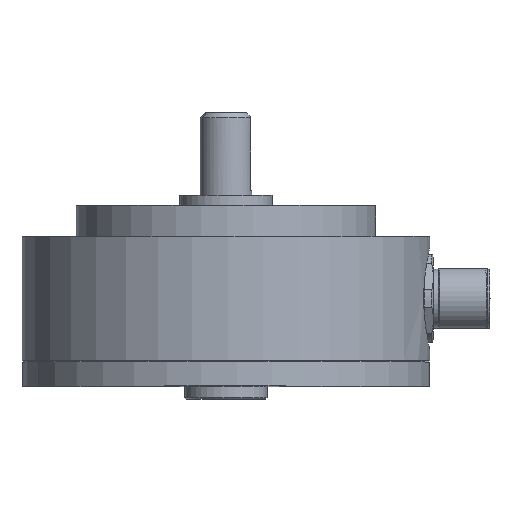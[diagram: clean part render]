
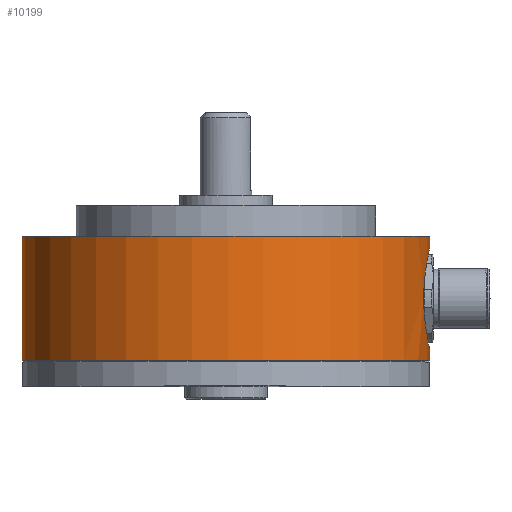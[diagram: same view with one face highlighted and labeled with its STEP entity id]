
A CAD part, top view. The second image highlights one B-rep face of the part: STEP entity #10199.
In plain terms, the highlighted cylindrical face has radius 39.5 mm (diameter 79 mm), a partial arc.
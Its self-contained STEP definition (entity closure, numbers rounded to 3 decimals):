
#73 = ORIENTED_EDGE ( 'NONE', *, *, #8323, .T. ) ;
#114 = CARTESIAN_POINT ( 'NONE',  ( 40.385, -8.666, 10.216 ) ) ;
#131 = DIRECTION ( 'NONE',  ( -1., 0., 0.01 ) ) ;
#166 = CARTESIAN_POINT ( 'NONE',  ( 39.861, -0.743, 12.626 ) ) ;
#222 = CARTESIAN_POINT ( 'NONE',  ( 40.728, 6.431, 7.982 ) ) ;
#265 = DIRECTION ( 'NONE',  ( 0., 1., 0. ) ) ;
#519 = AXIS2_PLACEMENT_3D ( 'NONE', #6559, #13519, #7619 ) ;
#732 = VERTEX_POINT ( 'NONE', #1390 ) ;
#1211 = CARTESIAN_POINT ( 'NONE',  ( 41.028, -11.99, 3.994 ) ) ;
#1264 = CARTESIAN_POINT ( 'NONE',  ( 40.193, -7.346, 11.179 ) ) ;
#1314 = CARTESIAN_POINT ( 'NONE',  ( 39.97, 1.166, 12.18 ) ) ;
#1353 = CARTESIAN_POINT ( 'NONE',  ( 40.827, 6.911, 7.122 ) ) ;
#1390 = CARTESIAN_POINT ( 'NONE',  ( 41.032, -12.055, 2.679 ) ) ;
#1944 = DIRECTION ( 'NONE',  ( 0., 1., 0. ) ) ;
#2314 = VERTEX_POINT ( 'NONE', #5958 ) ;
#2351 = CARTESIAN_POINT ( 'NONE',  ( 40.974, -11.718, 5.274 ) ) ;
#2364 = CARTESIAN_POINT ( 'NONE',  ( 1.534, -14.055, 3.07 ) ) ;
#2395 = CARTESIAN_POINT ( 'NONE',  ( 40.09, -6.489, 11.658 ) ) ;
#2449 = CARTESIAN_POINT ( 'NONE',  ( 40.089, 2.375, 11.66 ) ) ;
#2501 = CARTESIAN_POINT ( 'NONE',  ( 40.936, 7.429, 5.918 ) ) ;
#2832 = CIRCLE ( 'NONE', #519, 39.5 ) ;
#2949 = CYLINDRICAL_SURFACE ( 'NONE', #5973, 39.5 ) ;
#3079 = LINE ( 'NONE', #4319, #8783 ) ;
#3451 = CARTESIAN_POINT ( 'NONE',  ( 40.91, -11.415, 6.216 ) ) ;
#3504 = CARTESIAN_POINT ( 'NONE',  ( 40.001, -5.594, 12.048 ) ) ;
#3549 = CARTESIAN_POINT ( 'NONE',  ( 40.192, 3.231, 11.183 ) ) ;
#3585 = CARTESIAN_POINT ( 'NONE',  ( 41.015, 7.814, 4.328 ) ) ;
#3613 = VERTEX_POINT ( 'NONE', #12423 ) ;
#4153 = ORIENTED_EDGE ( 'NONE', *, *, #4978, .T. ) ;
#4273 = DIRECTION ( 'NONE',  ( 0., 1., 0. ) ) ;
#4319 = CARTESIAN_POINT ( 'NONE',  ( -37.964, -14.055, 3.461 ) ) ;
#4454 = CARTESIAN_POINT ( 'NONE',  ( 41.032, -14.055, 2.679 ) ) ;
#4545 = CARTESIAN_POINT ( 'NONE',  ( 41.032, 9.945, 2.679 ) ) ;
#4557 = CARTESIAN_POINT ( 'NONE',  ( 40.766, -10.73, 7.698 ) ) ;
#4600 = CARTESIAN_POINT ( 'NONE',  ( 39.929, -4.66, 12.35 ) ) ;
#4643 = CARTESIAN_POINT ( 'NONE',  ( 40.305, 4.032, 10.627 ) ) ;
#4689 = CARTESIAN_POINT ( 'NONE',  ( 41.035, 7.929, 3.341 ) ) ;
#4978 = EDGE_CURVE ( 'NONE', #6968, #13389, #2832, .T. ) ;
#5640 = CARTESIAN_POINT ( 'NONE',  ( 40.62, -9.99, 8.778 ) ) ;
#5685 = CARTESIAN_POINT ( 'NONE',  ( 39.861, -3.369, 12.626 ) ) ;
#5733 = CARTESIAN_POINT ( 'NONE',  ( 40.424, 4.781, 9.991 ) ) ;
#5780 = CARTESIAN_POINT ( 'NONE',  ( 41.032, 7.945, 2.679 ) ) ;
#5958 = CARTESIAN_POINT ( 'NONE',  ( 41.032, -14.055, 2.679 ) ) ;
#5973 = AXIS2_PLACEMENT_3D ( 'NONE', #2364, #7735, #131 ) ;
#6559 = CARTESIAN_POINT ( 'NONE',  ( 1.534, 9.945, 3.07 ) ) ;
#6640 = CARTESIAN_POINT ( 'NONE',  ( 41.032, -12.055, 2.679 ) ) ;
#6685 = CARTESIAN_POINT ( 'NONE',  ( 40.504, -9.355, 9.526 ) ) ;
#6730 = CARTESIAN_POINT ( 'NONE',  ( 39.844, -1.409, 12.692 ) ) ;
#6762 = CARTESIAN_POINT ( 'NONE',  ( 40.621, 5.888, 8.793 ) ) ;
#6968 = VERTEX_POINT ( 'NONE', #4545 ) ;
#7067 = CARTESIAN_POINT ( 'NONE',  ( -37.964, 9.945, 3.461 ) ) ;
#7135 = FACE_OUTER_BOUND ( 'NONE', #10219, .T. ) ;
#7506 = B_SPLINE_CURVE_WITH_KNOTS ( 'NONE', 3,
 ( #6640, #12655, #1211, #8775, #2351, #9812, #3451, #10821, #4557, #11762, #5640, #12694, #6685, #114, #7766, #1264, #8822, #2395, #9860, #3504, #10858, #4600, #11801, #5685, #12726, #6730, #166, #7805, #1314, #8871, #2449, #9898, #3549, #10906, #4643, #11836, #5733, #12766, #6762, #222, #7851, #1353, #8912, #2501, #9934, #3585, #10951, #4689, #11875, #5780 ),
 .UNSPECIFIED., .F., .F.,
 ( 4, 2, 2, 2, 2, 2, 2, 2, 2, 2, 2, 2, 2, 2, 2, 2, 2, 2, 2, 2, 2, 2, 2, 2, 4 ),
 ( 0., 0.002, 0.003, 0.004, 0.006, 0.007, 0.008, 0.01, 0.011, 0.012, 0.013, 0.014, 0.016, 0.018, 0.02, 0.021, 0.022, 0.023, 0.024, 0.025, 0.026, 0.027, 0.029, 0.03, 0.031 ),
 .UNSPECIFIED. ) ;
#7619 = DIRECTION ( 'NONE',  ( -1., 0., 0.01 ) ) ;
#7735 = DIRECTION ( 'NONE',  ( 0., 1., 0. ) ) ;
#7766 = CARTESIAN_POINT ( 'NONE',  ( 40.306, -8.165, 10.63 ) ) ;
#7805 = CARTESIAN_POINT ( 'NONE',  ( 39.924, 0.541, 12.37 ) ) ;
#7851 = CARTESIAN_POINT ( 'NONE',  ( 40.763, 6.6, 7.702 ) ) ;
#7944 = VECTOR ( 'NONE', #265, 1000. ) ;
#8323 = EDGE_CURVE ( 'NONE', #12484, #2314, #9264, .T. ) ;
#8407 = EDGE_CURVE ( 'NONE', #12484, #13389, #3079, .T. ) ;
#8418 = CARTESIAN_POINT ( 'NONE',  ( 1.534, -14.055, 3.07 ) ) ;
#8507 = EDGE_CURVE ( 'NONE', #3613, #6968, #8940, .T. ) ;
#8525 = EDGE_CURVE ( 'NONE', #732, #3613, #7506, .T. ) ;
#8530 = EDGE_CURVE ( 'NONE', #2314, #732, #12861, .T. ) ;
#8739 = AXIS2_PLACEMENT_3D ( 'NONE', #8418, #1944, #9449 ) ;
#8775 = CARTESIAN_POINT ( 'NONE',  ( 40.99, -11.798, 4.956 ) ) ;
#8783 = VECTOR ( 'NONE', #4273, 1000. ) ;
#8822 = CARTESIAN_POINT ( 'NONE',  ( 40.157, -7.064, 11.349 ) ) ;
#8871 = CARTESIAN_POINT ( 'NONE',  ( 40.057, 2.076, 11.802 ) ) ;
#8912 = CARTESIAN_POINT ( 'NONE',  ( 40.856, 7.052, 6.824 ) ) ;
#8940 = LINE ( 'NONE', #4454, #11578 ) ;
#9264 = CIRCLE ( 'NONE', #8739, 39.5 ) ;
#9449 = DIRECTION ( 'NONE',  ( -1., 0., 0.01 ) ) ;
#9451 = ORIENTED_EDGE ( 'NONE', *, *, #8407, .F. ) ;
#9812 = CARTESIAN_POINT ( 'NONE',  ( 40.934, -11.527, 5.904 ) ) ;
#9860 = CARTESIAN_POINT ( 'NONE',  ( 40.058, -6.195, 11.797 ) ) ;
#9898 = CARTESIAN_POINT ( 'NONE',  ( 40.157, 2.952, 11.35 ) ) ;
#9934 = CARTESIAN_POINT ( 'NONE',  ( 40.977, 7.619, 5.295 ) ) ;
#10199 = ADVANCED_FACE ( 'NONE', ( #7135 ), #2949, .T. ) ;
#10219 = EDGE_LOOP ( 'NONE', ( #73, #12296, #11899, #12899, #4153, #9451 ) ) ;
#10735 = DIRECTION ( 'NONE',  ( 0., 1., 0. ) ) ;
#10821 = CARTESIAN_POINT ( 'NONE',  ( 40.83, -11.038, 7.124 ) ) ;
#10858 = CARTESIAN_POINT ( 'NONE',  ( 39.974, -5.288, 12.159 ) ) ;
#10906 = CARTESIAN_POINT ( 'NONE',  ( 40.267, 3.771, 10.821 ) ) ;
#10951 = CARTESIAN_POINT ( 'NONE',  ( 41.025, 7.863, 4. ) ) ;
#11578 = VECTOR ( 'NONE', #10735, 1000. ) ;
#11762 = CARTESIAN_POINT ( 'NONE',  ( 40.658, -10.186, 8.513 ) ) ;
#11801 = CARTESIAN_POINT ( 'NONE',  ( 39.909, -4.338, 12.432 ) ) ;
#11836 = CARTESIAN_POINT ( 'NONE',  ( 40.383, 4.537, 10.213 ) ) ;
#11875 = CARTESIAN_POINT ( 'NONE',  ( 41.035, 7.945, 3.011 ) ) ;
#11899 = ORIENTED_EDGE ( 'NONE', *, *, #8525, .T. ) ;
#12018 = CARTESIAN_POINT ( 'NONE',  ( -37.964, -14.055, 3.461 ) ) ;
#12296 = ORIENTED_EDGE ( 'NONE', *, *, #8530, .T. ) ;
#12423 = CARTESIAN_POINT ( 'NONE',  ( 41.032, 7.945, 2.679 ) ) ;
#12484 = VERTEX_POINT ( 'NONE', #12018 ) ;
#12655 = CARTESIAN_POINT ( 'NONE',  ( 41.039, -12.055, 3.342 ) ) ;
#12694 = CARTESIAN_POINT ( 'NONE',  ( 40.543, -9.574, 9.285 ) ) ;
#12726 = CARTESIAN_POINT ( 'NONE',  ( 39.845, -2.719, 12.691 ) ) ;
#12766 = CARTESIAN_POINT ( 'NONE',  ( 40.543, 5.476, 9.296 ) ) ;
#12808 = CARTESIAN_POINT ( 'NONE',  ( 41.032, -14.055, 2.679 ) ) ;
#12861 = LINE ( 'NONE', #12808, #7944 ) ;
#12899 = ORIENTED_EDGE ( 'NONE', *, *, #8507, .T. ) ;
#13389 = VERTEX_POINT ( 'NONE', #7067 ) ;
#13519 = DIRECTION ( 'NONE',  ( 0., -1., 0. ) ) ;
